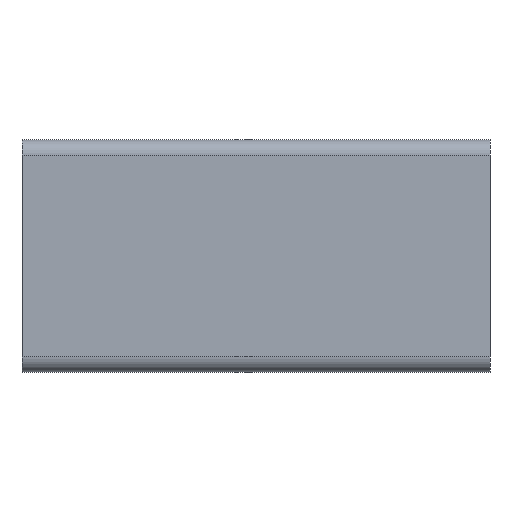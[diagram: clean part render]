
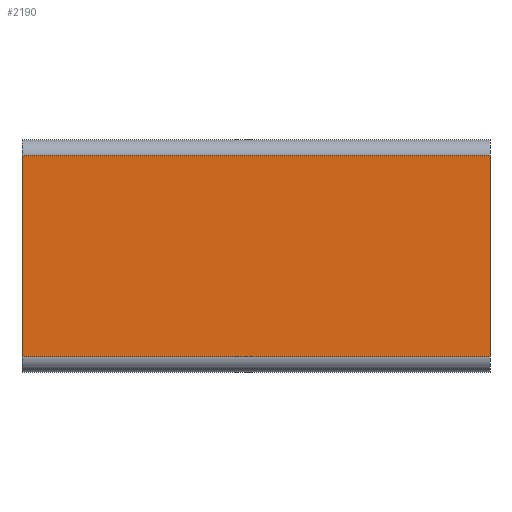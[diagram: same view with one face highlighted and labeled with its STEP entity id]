
A CAD part, front view. The second image highlights one B-rep face of the part: STEP entity #2190.
In plain terms, the highlighted planar face has unit normal (0, -1, 0).
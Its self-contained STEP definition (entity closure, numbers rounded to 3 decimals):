
#180=PLANE('',#2358);
#262=FACE_OUTER_BOUND('',#400,.T.);
#400=EDGE_LOOP('',(#1557,#1558,#1559,#1560));
#548=LINE('',#3053,#732);
#553=LINE('',#3068,#737);
#558=LINE('',#3082,#742);
#560=LINE('',#3085,#744);
#732=VECTOR('',#2526,10.);
#737=VECTOR('',#2541,10.);
#742=VECTOR('',#2556,10.);
#744=VECTOR('',#2560,10.);
#982=VERTEX_POINT('',#3050);
#983=VERTEX_POINT('',#3052);
#988=VERTEX_POINT('',#3066);
#992=VERTEX_POINT('',#3080);
#1191=EDGE_CURVE('',#982,#983,#548,.T.);
#1199=EDGE_CURVE('',#988,#982,#553,.T.);
#1206=EDGE_CURVE('',#983,#992,#558,.T.);
#1208=EDGE_CURVE('',#992,#988,#560,.T.);
#1557=ORIENTED_EDGE('',*,*,#1199,.F.);
#1558=ORIENTED_EDGE('',*,*,#1208,.F.);
#1559=ORIENTED_EDGE('',*,*,#1206,.F.);
#1560=ORIENTED_EDGE('',*,*,#1191,.F.);
#2190=ADVANCED_FACE('',(#262),#180,.F.);
#2358=AXIS2_PLACEMENT_3D('',#3087,#2563,#2564);
#2526=DIRECTION('',(0.,0.,-1.));
#2541=DIRECTION('',(1.,0.,0.));
#2556=DIRECTION('',(-1.,0.,0.));
#2560=DIRECTION('',(0.,0.,1.));
#2563=DIRECTION('center_axis',(0.,1.,0.));
#2564=DIRECTION('ref_axis',(1.,0.,0.));
#3050=CARTESIAN_POINT('',(15.37,0.,-0.5));
#3052=CARTESIAN_POINT('',(15.37,0.,-7.12));
#3053=CARTESIAN_POINT('',(15.37,0.,0.));
#3066=CARTESIAN_POINT('',(0.,0.,-0.5));
#3068=CARTESIAN_POINT('',(3.843,0.,-0.5));
#3080=CARTESIAN_POINT('',(0.,0.,-7.12));
#3082=CARTESIAN_POINT('',(11.528,0.,-7.12));
#3085=CARTESIAN_POINT('',(0.,0.,-7.62));
#3087=CARTESIAN_POINT('Origin',(7.685,0.,-3.81));
